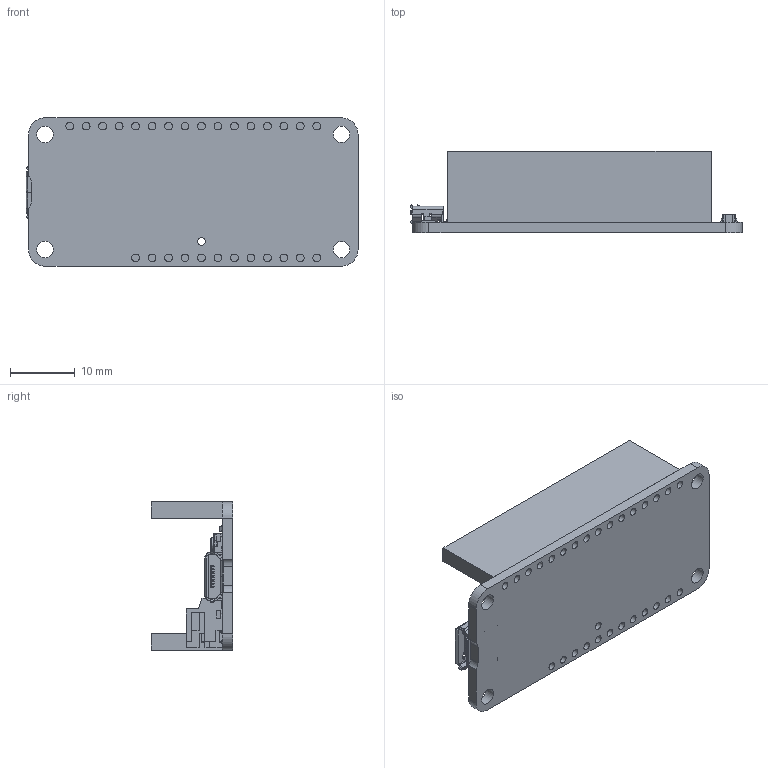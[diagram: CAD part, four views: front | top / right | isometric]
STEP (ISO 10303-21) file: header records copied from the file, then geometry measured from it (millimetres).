
FILE_DESCRIPTION(/* description */ (''),/* implementation_level */ '2;1');
FILE_NAME(/* name */ 'Microcontroller.step',/* time_stamp */ '2023-06-04T19:45:10-04:00',/* author */ (''),/* organization */ (''),/* preprocessor_version */ 'ST-DEVELOPER v19.2',/* originating_system */ 'Autodesk Translation Framework v12.6.0.85',/* authorisation */ '');
FILE_SCHEMA (('AUTOMOTIVE_DESIGN { 1 0 10303 214 3 1 1 }'));
Products named in the file (26): Microcontroller; Microcontroller Model; board; P0; P0 solder; jst_2_adafruit_1769 v2; housing; pin; mount; TSOP-5 v3; cap0805_03 v2; smt_tact_button v3; micro_usb_47346-0001 v2; Component19; Component20; Component18; cap0603_03 v3; cap0805_05 v2; sioc-8 v5; package; lead; lead (mirror); resistor_0603 v2; smt_led_0805 v2; Short Board Connector; Long Board Connector
Assembly tree (50 placements, depth 4):
  Microcontroller
    Microcontroller Model
      board
      P0
      P0 solder
      jst_2_adafruit_1769 v2
        pin  x2
        mount  x2
        housing
      TSOP-5 v3  x2
      cap0805_05 v2  x5
      cap0805_03 v2
      cap0603_03 v3  x2
      smt_tact_button v3
      micro_usb_47346-0001 v2
        Component18  x5
        Component19
        Component20
      resistor_0603 v2  x7
      sioc-8 v5
        package
        lead  x4
        lead (mirror)  x4
      smt_led_0805 v2  x2
    Short Board Connector
    Long Board Connector
Bounding box: 51.19 x 12.6 x 22.86 mm (x, y, z)
Volume: 4085 mm3; surface area: 6676.5 mm2
Topology: 180 solids, 180 shells, 3033 faces, 7454 edges, 4746 vertices
Faces by surface type: plane 1842, cylinder 827, bspline 212, sphere 148, cone 3, torus 1
Full cylindrical faces by diameter (mm): 0.75 x1, 1.2 x29, 1.8 x1, 2.54 x4
Entity records: 62591 total; most frequent: CARTESIAN_POINT 17980, ORIENTED_EDGE 9048, DIRECTION 8786, EDGE_CURVE 4524, LINE 3606, VECTOR 3606, VERTEX_POINT 2930, AXIS2_PLACEMENT_3D 2590
